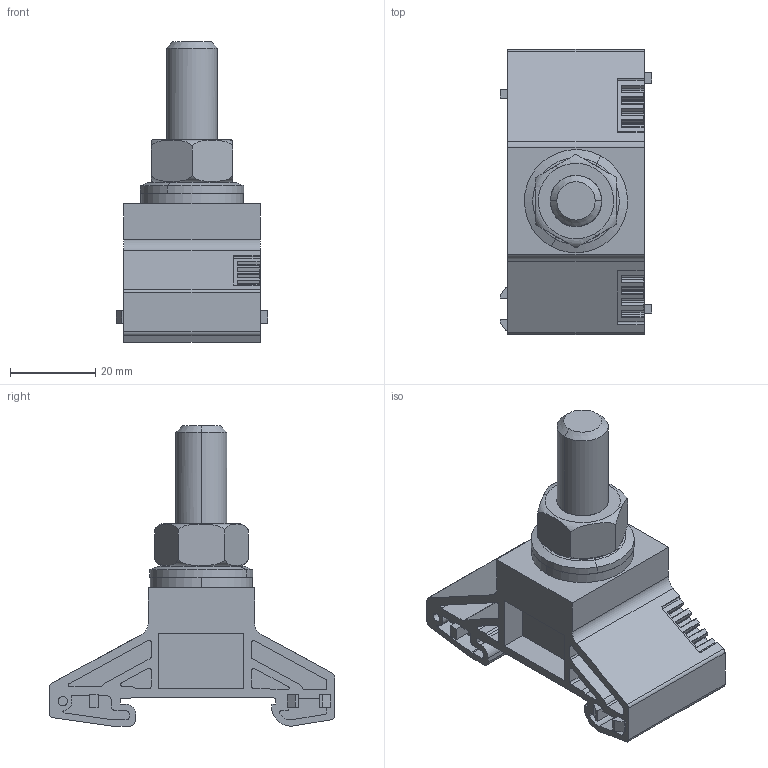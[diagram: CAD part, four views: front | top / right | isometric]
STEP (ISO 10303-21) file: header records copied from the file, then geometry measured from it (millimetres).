
FILE_DESCRIPTION(('CATIA V5R22 STEP214','CAx-IF Rec.Pracs.--- Model Styling and Organization---1.4--- 2014-01-23'),'2;1');
FILE_NAME ('D1456078_0', '2020-05-27T07:43:13+00:00', ('Weidmueller Interface'), ('Weidmueller'), 'CATIA Version 5-6 Release 2016 SP3 HF44', 'CATIA V5 STEP AP214', 'none');
FILE_SCHEMA(('AUTOMOTIVE_DESIGN { 1 0 10303 214 1 1 1 1 }'));
Length unit declared in the file: millimetre
Products named in the file (1): WF_12
Bounding box: 35.6 x 67 x 70.55 mm (x, y, z)
Volume: 41166.8 mm3; surface area: 20326 mm2
Topology: 2 solids, 2 shells, 527 faces, 1447 edges, 948 vertices
Faces by surface type: plane 274, cylinder 127, cone 70, torus 50, revolution 6
Entity records: 16771 total; most frequent: CARTESIAN_POINT 4443, ORIENTED_EDGE 2894, DIRECTION 1956, EDGE_CURVE 1447, VERTEX_POINT 948, VECTOR 871, LINE 871, AXIS2_PLACEMENT_3D 744
